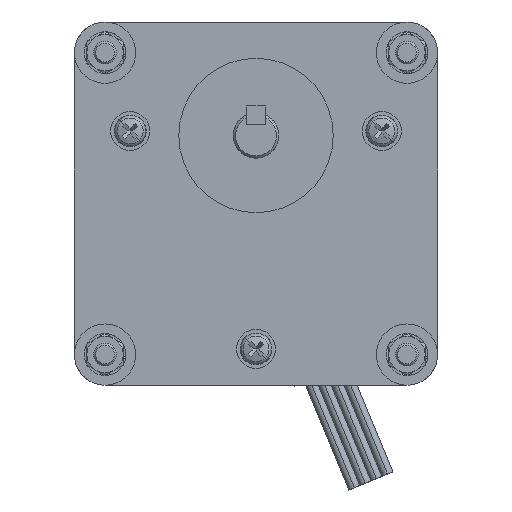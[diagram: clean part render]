
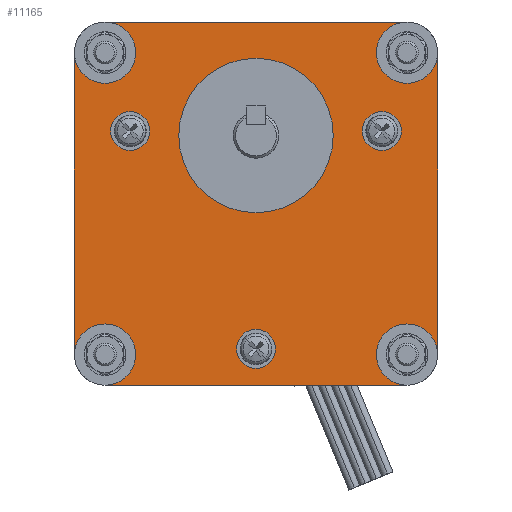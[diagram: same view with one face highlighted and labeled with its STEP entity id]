
A CAD part, left-side view. The second image highlights one B-rep face of the part: STEP entity #11165.
In plain terms, the highlighted planar face has unit normal (-1, 0, 0).
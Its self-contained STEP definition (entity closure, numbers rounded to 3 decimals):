
#10437=CARTESIAN_POINT('POINT13144',(0.7,40.,
   -48.25));
#10438=VERTEX_POINT('VERTEX13144',#10437);
#10445=CARTESIAN_POINT('POINT13145',(0.7,40.,
   18.25));
#10446=VERTEX_POINT('VERTEX13145',#10445);
#10447=CARTESIAN_POINT('POS18369',(0.7,40.,
   18.25));
#10448=DIRECTION('DIR27561',(0.,0.,-1.));
#10449=VECTOR('VEC9177',#10448,1.);
#10450=LINE('STRAIGHT9177',#10447,#10449);
#10451=EDGE_CURVE('EDGE21125',#10446,#10438,#10450,.T.);
#10467=CARTESIAN_POINT('POINT13146',(0.7,33.25,
   25.));
#10468=VERTEX_POINT('VERTEX13146',#10467);
#10491=CARTESIAN_POINT('POINT13148',(0.7,33.25,11.5));
#10492=VERTEX_POINT('VERTEX13148',#10491);
#10493=CARTESIAN_POINT('POS18375',(0.7,33.25,
   18.25));
#10494=DIRECTION('DIR27569',(1.,0.,0.));
#10495=DIRECTION('DIR27570',(0.,0.,-1.));
#10496=AXIS2_PLACEMENT_3D('AXIS9195',#10493,#10494,#10495);
#10497=CIRCLE('ELLIPSE3980',#10496,6.75);
#10498=EDGE_CURVE('EDGE21130',#10492,#10446,#10497,.T.);
#10518=EDGE_CURVE('EDGE21132',#10468,#10492,#10497,.T.);
#10532=CARTESIAN_POINT('POINT13150',(0.7,-33.25,
   25.));
#10533=VERTEX_POINT('VERTEX13150',#10532);
#10534=CARTESIAN_POINT('POS18379',(0.7,-33.25,
   25.));
#10535=DIRECTION('DIR27575',(0.,1.,0.));
#10536=VECTOR('VEC9183',#10535,1.);
#10537=LINE('STRAIGHT9183',#10534,#10536);
#10538=EDGE_CURVE('EDGE21134',#10533,#10468,#10537,.T.);
#10554=CARTESIAN_POINT('POINT13151',(0.7,-40.,
   18.25));
#10555=VERTEX_POINT('VERTEX13151',#10554);
#10578=CARTESIAN_POINT('POINT13153',(0.7,-26.5,
   18.25));
#10579=VERTEX_POINT('VERTEX13153',#10578);
#10580=CARTESIAN_POINT('POS18385',(0.7,-33.25,
   18.25));
#10581=DIRECTION('DIR27583',(1.,0.,0.));
#10582=DIRECTION('DIR27584',(0.,0.,-1.));
#10583=AXIS2_PLACEMENT_3D('AXIS9199',#10580,#10581,#10582);
#10584=CIRCLE('ELLIPSE3982',#10583,6.75);
#10585=EDGE_CURVE('EDGE21139',#10579,#10533,#10584,.T.);
#10606=EDGE_CURVE('EDGE21141',#10555,#10579,#10584,.T.);
#10627=CARTESIAN_POINT('POINT13155',(0.7,33.25,
   -55.));
#10628=VERTEX_POINT('VERTEX13155',#10627);
#10635=CARTESIAN_POINT('POINT13156',(0.7,26.5,
   -48.25));
#10636=VERTEX_POINT('VERTEX13156',#10635);
#10637=CARTESIAN_POINT('POS18391',(0.7,33.25,
   -48.25));
#10638=DIRECTION('DIR27592',(1.,0.,0.));
#10639=DIRECTION('DIR27593',(0.,0.,-1.));
#10640=AXIS2_PLACEMENT_3D('AXIS9202',#10637,#10638,#10639);
#10641=CIRCLE('ELLIPSE3984',#10640,6.75);
#10642=EDGE_CURVE('EDGE21145',#10636,#10628,#10641,.T.);
#10663=EDGE_CURVE('EDGE21147',#10438,#10636,#10641,.T.);
#10668=CARTESIAN_POINT('POINT13157',(0.7,0.,
   -42.7));
#10669=VERTEX_POINT('VERTEX13157',#10668);
#10676=CARTESIAN_POINT('POINT13158',(0.7,
   0.,-51.3));
#10677=VERTEX_POINT('VERTEX13158',#10676);
#10678=CARTESIAN_POINT('POS18395',(0.7,0.,
   -47.));
#10679=DIRECTION('DIR27598',(1.,0.,0.));
#10680=DIRECTION('DIR27599',(0.,0.,1.));
#10681=AXIS2_PLACEMENT_3D('AXIS9204',#10678,#10679,#10680);
#10682=CIRCLE('ELLIPSE3985',#10681,4.3);
#10683=EDGE_CURVE('EDGE21149',#10677,#10669,#10682,.T.);
#10703=EDGE_CURVE('EDGE21151',#10669,#10677,#10682,.T.);
#10708=CARTESIAN_POINT('POINT13159',(0.7,
   -27.713,5.3));
#10709=VERTEX_POINT('VERTEX13159',#10708);
#10716=CARTESIAN_POINT('POINT13160',(0.7,
   -27.713,-3.3));
#10717=VERTEX_POINT('VERTEX13160',#10716);
#10718=CARTESIAN_POINT('POS18399',(0.7,
   -27.713,1.));
#10719=DIRECTION('DIR27604',(1.,0.,0.));
#10720=DIRECTION('DIR27605',(0.,0.,1.));
#10721=AXIS2_PLACEMENT_3D('AXIS9206',#10718,#10719,#10720);
#10722=CIRCLE('ELLIPSE3986',#10721,4.3);
#10723=EDGE_CURVE('EDGE21153',#10717,#10709,#10722,.T.);
#10743=EDGE_CURVE('EDGE21155',#10709,#10717,#10722,.T.);
#10748=CARTESIAN_POINT('POINT13161',(0.7,
   27.713,5.3));
#10749=VERTEX_POINT('VERTEX13161',#10748);
#10756=CARTESIAN_POINT('POINT13162',(0.7,
   27.713,-3.3));
#10757=VERTEX_POINT('VERTEX13162',#10756);
#10758=CARTESIAN_POINT('POS18403',(0.7,
   27.713,1.));
#10759=DIRECTION('DIR27610',(1.,0.,0.));
#10760=DIRECTION('DIR27611',(0.,0.,1.));
#10761=AXIS2_PLACEMENT_3D('AXIS9208',#10758,#10759,#10760);
#10762=CIRCLE('ELLIPSE3987',#10761,4.3);
#10763=EDGE_CURVE('EDGE21157',#10757,#10749,#10762,.T.);
#10783=EDGE_CURVE('EDGE21159',#10749,#10757,#10762,.T.);
#10788=CARTESIAN_POINT('POINT13163',(0.7,
   0.,17.));
#10789=VERTEX_POINT('VERTEX13163',#10788);
#10797=CARTESIAN_POINT('POINT13164',(0.7,
   0.,-17.));
#10798=VERTEX_POINT('VERTEX13164',#10797);
#10805=CARTESIAN_POINT('POS18408',(0.7,0.,
   0.));
#10806=DIRECTION('DIR27617',(1.,0.,0.));
#10807=DIRECTION('DIR27618',(0.,0.,1.));
#10808=AXIS2_PLACEMENT_3D('AXIS9210',#10805,#10806,#10807);
#10809=CIRCLE('ELLIPSE3988',#10808,17.);
#10810=EDGE_CURVE('EDGE21162',#10789,#10798,#10809,.T.);
#10821=EDGE_CURVE('EDGE21163',#10798,#10789,#10809,.T.);
#11036=CARTESIAN_POINT('POINT13176',(0.7,-40.,
   -48.25));
#11037=VERTEX_POINT('VERTEX13176',#11036);
#11038=CARTESIAN_POINT('POS18430',(0.7,-40.,-15.));
#11039=DIRECTION('DIR27652',(0.,0.,1.));
#11040=VECTOR('VEC9208',#11039,1.);
#11041=LINE('STRAIGHT9208',#11038,#11040);
#11042=EDGE_CURVE('EDGE21185',#11037,#10555,#11041,.T.);
#11098=CARTESIAN_POINT('POINT13178',(0.7,-33.25,
   -55.));
#11099=VERTEX_POINT('VERTEX13178',#11098);
#11106=CARTESIAN_POINT('POS18437',(0.7,33.25,
   -55.));
#11107=DIRECTION('DIR27662',(0.,-1.,0.));
#11108=VECTOR('VEC9212',#11107,1.);
#11109=LINE('STRAIGHT9212',#11106,#11108);
#11110=EDGE_CURVE('EDGE21190',#10628,#11099,#11109,.T.);
#11121=ORIENTED_EDGE('COEDGE42354',*,*,#10821,.T.);
#11122=ORIENTED_EDGE('COEDGE42355',*,*,#10810,.T.);
#11123=EDGE_LOOP('NONE',(#11121,#11122));
#11124=FACE_BOUND('LOOP1',#11123,.T.);
#11125=ORIENTED_EDGE('COEDGE42356',*,*,#10783,.T.);
#11126=ORIENTED_EDGE('COEDGE42357',*,*,#10763,.T.);
#11127=EDGE_LOOP('NONE',(#11125,#11126));
#11128=FACE_BOUND('LOOP1',#11127,.T.);
#11129=ORIENTED_EDGE('COEDGE42358',*,*,#10743,.T.);
#11130=ORIENTED_EDGE('COEDGE42359',*,*,#10723,.T.);
#11131=EDGE_LOOP('NONE',(#11129,#11130));
#11132=FACE_BOUND('LOOP1',#11131,.T.);
#11133=ORIENTED_EDGE('COEDGE42360',*,*,#10703,.T.);
#11134=ORIENTED_EDGE('COEDGE42361',*,*,#10683,.T.);
#11135=EDGE_LOOP('NONE',(#11133,#11134));
#11136=FACE_BOUND('LOOP1',#11135,.T.);
#11137=ORIENTED_EDGE('COEDGE42362',*,*,#10663,.T.);
#11138=ORIENTED_EDGE('COEDGE42363',*,*,#10642,.T.);
#11139=ORIENTED_EDGE('COEDGE42364',*,*,#11110,.T.);
#11140=CARTESIAN_POINT('POINT13179',(0.7,-33.25,
   -41.5));
#11141=VERTEX_POINT('VERTEX13179',#11140);
#11142=CARTESIAN_POINT('POS18439',(0.7,-33.25,
   -48.25));
#11143=DIRECTION('DIR27665',(1.,0.,0.));
#11144=DIRECTION('DIR27666',(0.,0.,-1.));
#11145=AXIS2_PLACEMENT_3D('AXIS9227',#11142,#11143,#11144);
#11146=CIRCLE('ELLIPSE3997',#11145,6.75);
#11147=EDGE_CURVE('EDGE21191',#11099,#11141,#11146,.T.);
#11148=ORIENTED_EDGE('COEDGE42365',*,*,#11147,.T.);
#11149=EDGE_CURVE('EDGE21192',#11141,#11037,#11146,.T.);
#11150=ORIENTED_EDGE('COEDGE42366',*,*,#11149,.T.);
#11151=ORIENTED_EDGE('COEDGE42367',*,*,#11042,.T.);
#11152=ORIENTED_EDGE('COEDGE42368',*,*,#10606,.T.);
#11153=ORIENTED_EDGE('COEDGE42369',*,*,#10585,.T.);
#11154=ORIENTED_EDGE('COEDGE42370',*,*,#10538,.T.);
#11155=ORIENTED_EDGE('COEDGE42371',*,*,#10518,.T.);
#11156=ORIENTED_EDGE('COEDGE42372',*,*,#10498,.T.);
#11157=ORIENTED_EDGE('COEDGE42373',*,*,#10451,.T.);
#11158=EDGE_LOOP('NONE',(#11137,#11138,#11139,#11148,#11150,#11151,
   #11152,#11153,#11154,#11155,#11156,#11157));
#11159=FACE_BOUND('LOOP1',#11158,.T.);
#11160=CARTESIAN_POINT('POS18440',(0.7,0.,
   -15.));
#11161=DIRECTION('DIR27667',(1.,0.,0.));
#11162=DIRECTION('DIR27668',(0.,1.,0.));
#11163=AXIS2_PLACEMENT_3D('AXIS9228',#11160,#11161,#11162);
#11164=PLANE('PLANE3650',#11163);
#11165=ADVANCED_FACE('FACE8711',(#11124,#11128,#11132,#11136,#11159),
   #11164,.F.);
